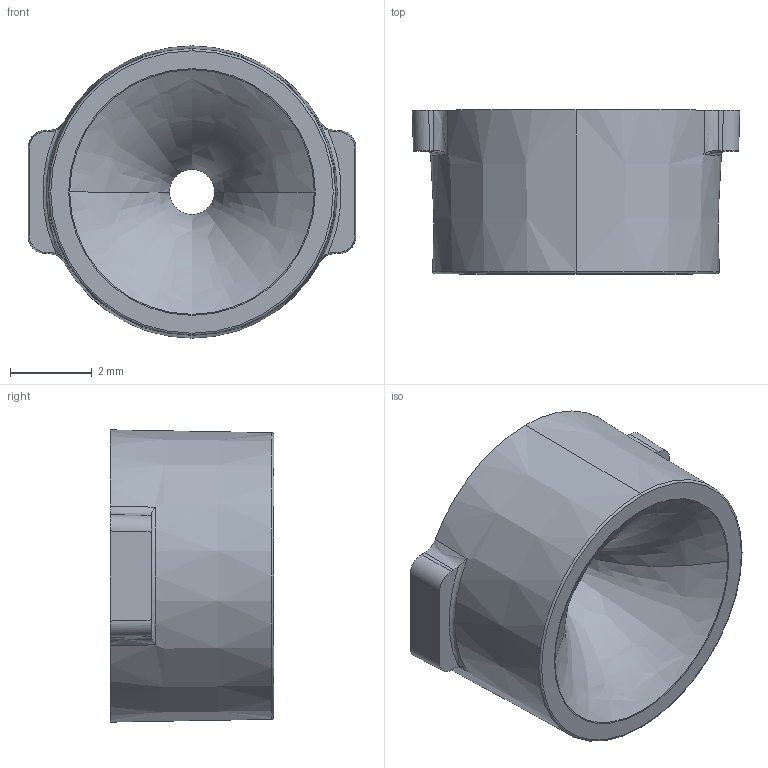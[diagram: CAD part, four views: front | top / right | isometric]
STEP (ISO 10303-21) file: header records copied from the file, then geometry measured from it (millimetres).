
FILE_DESCRIPTION (( 'STEP AP214' ), '1' );
FILE_NAME ('AH-20129-045045-01_712_v1.1.STEP', '2022-03-18T21:37:53', ( '' ), ( '' ), 'SwSTEP 2.0', 'SolidWorks 2020', '' );
FILE_SCHEMA (( 'AUTOMOTIVE_DESIGN' ));
Length unit declared in the file: millimetre
Products named in the file (1): AH-20129-045045-01_712_v1.1
Bounding box: 8 x 4 x 7.14 mm (x, y, z)
Volume: 111.9 mm3; surface area: 227.7 mm2
Topology: 1 solids, 1 shells, 256 faces, 629 edges, 356 vertices
Faces by surface type: bspline 108, cylinder 44, plane 43, torus 27, sphere 24, cone 10
Entity records: 9872 total; most frequent: CARTESIAN_POINT 4850, ORIENTED_EDGE 1194, DIRECTION 862, EDGE_CURVE 597, AXIS2_PLACEMENT_3D 370, VERTEX_POINT 344, EDGE_LOOP 259, FACE_OUTER_BOUND 256
